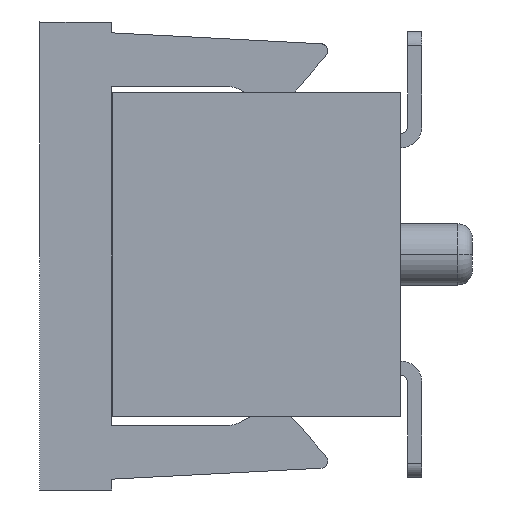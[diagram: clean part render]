
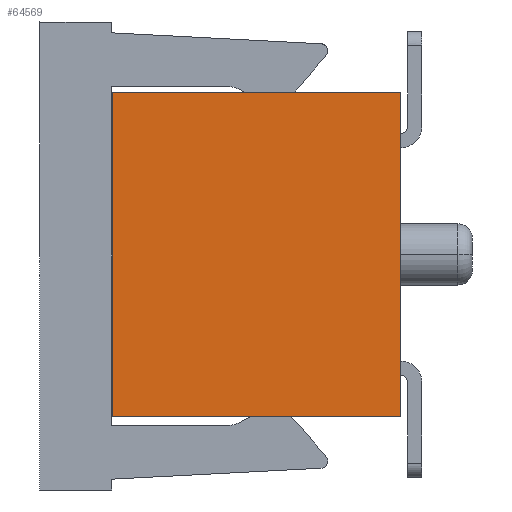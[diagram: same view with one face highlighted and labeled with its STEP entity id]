
A CAD part, left-side view. The second image highlights one B-rep face of the part: STEP entity #64569.
In plain terms, the highlighted planar face has unit normal (-1, 0, 0).
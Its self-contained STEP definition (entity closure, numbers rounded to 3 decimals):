
#812=CARTESIAN_POINT('',(0.,5.,0.));
#813=VERTEX_POINT('',#812);
#814=CARTESIAN_POINT('',(0.,5.,-4.5));
#815=VERTEX_POINT('',#814);
#816=CARTESIAN_POINT('',(0.,5.,0.));
#817=DIRECTION('',(0.,0.,-1.));
#818=VECTOR('',#817,4.5);
#819=LINE('',#816,#818);
#820=EDGE_CURVE('',#813,#815,#819,.T.);
#56584=CARTESIAN_POINT('',(0.,1.,0.));
#56585=VERTEX_POINT('',#56584);
#56601=CARTESIAN_POINT('',(0.,5.,0.));
#56602=DIRECTION('',(0.,-1.,0.));
#56603=VECTOR('',#56602,4.);
#56604=LINE('',#56601,#56603);
#56605=EDGE_CURVE('',#813,#56585,#56604,.T.);
#56624=CARTESIAN_POINT('',(0.,1.,-4.5));
#56625=VERTEX_POINT('',#56624);
#56632=CARTESIAN_POINT('',(0.,5.,-4.5));
#56633=DIRECTION('',(0.,-1.,0.));
#56634=VECTOR('',#56633,4.);
#56635=LINE('',#56632,#56634);
#56636=EDGE_CURVE('',#815,#56625,#56635,.T.);
#64553=CARTESIAN_POINT('',(0.,3.,-2.25));
#64554=DIRECTION('',(0.,0.,1.));
#64555=DIRECTION('',(-1.,0.,0.));
#64556=AXIS2_PLACEMENT_3D('',#64553,#64555,#64554);
#64557=PLANE('',#64556);
#64558=CARTESIAN_POINT('',(0.,1.,-4.5));
#64559=DIRECTION('',(0.,0.,1.));
#64560=VECTOR('',#64559,4.5);
#64561=LINE('',#64558,#64560);
#64562=EDGE_CURVE('',#56625,#56585,#64561,.T.);
#64563=ORIENTED_EDGE('',*,*,#64562,.T.);
#64564=ORIENTED_EDGE('',*,*,#56605,.F.);
#64565=ORIENTED_EDGE('',*,*,#820,.T.);
#64566=ORIENTED_EDGE('',*,*,#56636,.T.);
#64567=EDGE_LOOP('',(#64563,#64564,#64565,#64566));
#64568=FACE_OUTER_BOUND('',#64567,.T.);
#64569=ADVANCED_FACE('',(#64568),#64557,.T.);
